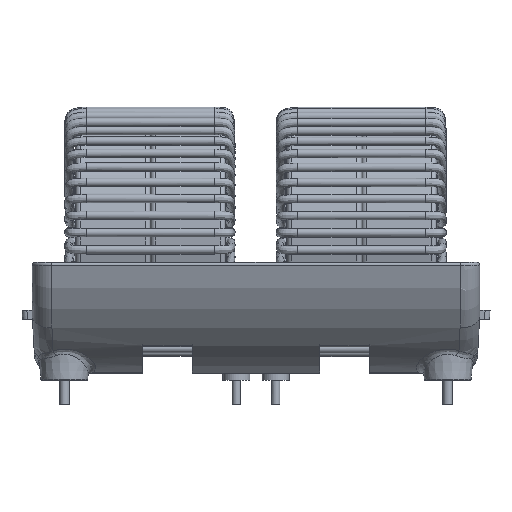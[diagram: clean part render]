
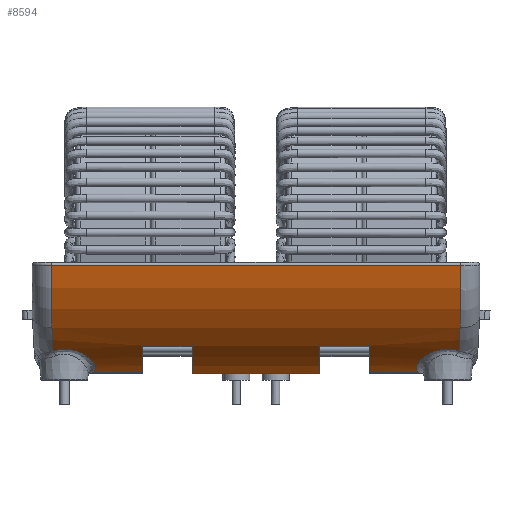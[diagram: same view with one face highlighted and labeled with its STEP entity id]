
A CAD part, front view. The second image highlights one B-rep face of the part: STEP entity #8594.
In plain terms, the highlighted cylindrical face has radius 30.5 mm (diameter 61 mm), a partial arc.
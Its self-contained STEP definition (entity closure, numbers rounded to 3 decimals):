
#69=LINE('',#13979,#300);
#81=LINE('',#14792,#312);
#83=LINE('',#14823,#314);
#173=LINE('',#15073,#404);
#175=LINE('',#15076,#406);
#202=LINE('',#15217,#433);
#300=VECTOR('',#10186,1000.);
#312=VECTOR('',#10292,1000.);
#314=VECTOR('',#10334,1000.);
#404=VECTOR('',#10548,1000.);
#406=VECTOR('',#10552,1000.);
#433=VECTOR('',#10631,1000.);
#755=B_SPLINE_CURVE_WITH_KNOTS('',3,(#13014,#13015,#13016,#13017,#13018,
#13019,#13020,#13021,#13022,#13023,#13024,#13025,#13026,#13027,#13028),
 .UNSPECIFIED.,.F.,.F.,(4,1,1,1,1,1,1,1,1,1,1,1,4),(0.,0.125,0.188,0.25,
0.375,0.438,0.5,0.563,0.625,0.75,0.813,0.875,1.),.UNSPECIFIED.);
#761=B_SPLINE_CURVE_WITH_KNOTS('',3,(#13164,#13165,#13166,#13167,#13168,
#13169,#13170,#13171,#13172,#13173,#13174,#13175,#13176,#13177),
 .UNSPECIFIED.,.F.,.F.,(4,1,1,1,1,1,1,1,1,1,1,4),(0.,0.125,0.188,0.25,
0.375,0.5,0.563,0.625,0.75,0.813,0.875,1.),.UNSPECIFIED.);
#830=B_SPLINE_CURVE_WITH_KNOTS('',3,(#14544,#14545,#14546,#14547),
 .UNSPECIFIED.,.F.,.F.,(4,4),(0.,1.),.UNSPECIFIED.);
#850=B_SPLINE_CURVE_WITH_KNOTS('',3,(#15212,#15213,#15214,#15215),
 .UNSPECIFIED.,.F.,.F.,(4,4),(0.,1.),.UNSPECIFIED.);
#973=CYLINDRICAL_SURFACE('',#9339,30.5);
#1910=ORIENTED_EDGE('',*,*,#3428,.T.);
#1911=ORIENTED_EDGE('',*,*,#3088,.T.);
#1912=ORIENTED_EDGE('',*,*,#3429,.T.);
#1913=ORIENTED_EDGE('',*,*,#3388,.F.);
#1914=ORIENTED_EDGE('',*,*,#3394,.T.);
#1915=ORIENTED_EDGE('',*,*,#3372,.F.);
#1916=ORIENTED_EDGE('',*,*,#3268,.T.);
#1917=ORIENTED_EDGE('',*,*,#3370,.F.);
#1918=ORIENTED_EDGE('',*,*,#3396,.T.);
#1919=ORIENTED_EDGE('',*,*,#3359,.F.);
#1920=ORIENTED_EDGE('',*,*,#3255,.T.);
#1921=ORIENTED_EDGE('',*,*,#3095,.T.);
#1922=ORIENTED_EDGE('',*,*,#3231,.T.);
#1923=ORIENTED_EDGE('',*,*,#3228,.T.);
#1924=ORIENTED_EDGE('',*,*,#3171,.T.);
#1925=ORIENTED_EDGE('',*,*,#3223,.T.);
#3088=EDGE_CURVE('',#4000,#4002,#755,.T.);
#3095=EDGE_CURVE('',#4007,#4005,#761,.T.);
#3171=EDGE_CURVE('',#4060,#4058,#69,.T.);
#3223=EDGE_CURVE('',#4058,#4103,#4634,.T.);
#3228=EDGE_CURVE('',#4107,#4060,#4637,.T.);
#3231=EDGE_CURVE('',#4005,#4107,#830,.T.);
#3255=EDGE_CURVE('',#4127,#4007,#81,.T.);
#3268=EDGE_CURVE('',#4136,#4135,#83,.T.);
#3359=EDGE_CURVE('',#4127,#4188,#4658,.T.);
#3370=EDGE_CURVE('',#4193,#4135,#4662,.T.);
#3372=EDGE_CURVE('',#4136,#4195,#4664,.T.);
#3388=EDGE_CURVE('',#4208,#4209,#4671,.T.);
#3394=EDGE_CURVE('',#4208,#4195,#173,.T.);
#3396=EDGE_CURVE('',#4193,#4188,#175,.T.);
#3428=EDGE_CURVE('',#4103,#4000,#850,.T.);
#3429=EDGE_CURVE('',#4002,#4209,#202,.T.);
#4000=VERTEX_POINT('',#12874);
#4002=VERTEX_POINT('',#12904);
#4005=VERTEX_POINT('',#13064);
#4007=VERTEX_POINT('',#13144);
#4058=VERTEX_POINT('',#13965);
#4060=VERTEX_POINT('',#13976);
#4103=VERTEX_POINT('',#14494);
#4107=VERTEX_POINT('',#14517);
#4127=VERTEX_POINT('',#14793);
#4135=VERTEX_POINT('',#14822);
#4136=VERTEX_POINT('',#14824);
#4188=VERTEX_POINT('',#15010);
#4193=VERTEX_POINT('',#15027);
#4195=VERTEX_POINT('',#15033);
#4208=VERTEX_POINT('',#15063);
#4209=VERTEX_POINT('',#15065);
#4634=CIRCLE('',#9213,30.5);
#4637=CIRCLE('',#9217,30.5);
#4658=CIRCLE('',#9289,30.5);
#4662=CIRCLE('',#9295,30.5);
#4664=CIRCLE('',#9298,30.5);
#4671=CIRCLE('',#9307,30.5);
#5193=EDGE_LOOP('',(#1910,#1911,#1912,#1913,#1914,#1915,#1916,#1917,#1918,
#1919,#1920,#1921,#1922,#1923,#1924,#1925));
#5960=FACE_BOUND('',#5193,.T.);
#8594=ADVANCED_FACE('',(#5960),#973,.T.);
#9213=AXIS2_PLACEMENT_3D('',#14493,#10257,#10258);
#9217=AXIS2_PLACEMENT_3D('',#14516,#10265,#10266);
#9289=AXIS2_PLACEMENT_3D('',#15009,#10484,#10485);
#9295=AXIS2_PLACEMENT_3D('',#15028,#10503,#10504);
#9298=AXIS2_PLACEMENT_3D('',#15032,#10509,#10510);
#9307=AXIS2_PLACEMENT_3D('',#15064,#10536,#10537);
#9339=AXIS2_PLACEMENT_3D('',#15219,#10634,#10635);
#10186=DIRECTION('',(-1.,0.,0.));
#10257=DIRECTION('',(1.,0.,0.));
#10258=DIRECTION('',(0.,0.,1.));
#10265=DIRECTION('',(-1.,0.,0.));
#10266=DIRECTION('',(0.,0.,-1.));
#10292=DIRECTION('',(1.,0.,0.));
#10334=DIRECTION('',(1.,0.,0.));
#10484=DIRECTION('',(-1.,0.,0.));
#10485=DIRECTION('',(0.,0.347,0.938));
#10503=DIRECTION('',(1.,0.,0.));
#10504=DIRECTION('',(0.,0.656,0.755));
#10509=DIRECTION('',(-1.,0.,0.));
#10510=DIRECTION('',(0.,0.347,0.938));
#10536=DIRECTION('',(1.,0.,0.));
#10537=DIRECTION('',(0.,0.,-1.));
#10548=DIRECTION('',(1.,0.,0.));
#10552=DIRECTION('',(1.,0.,0.));
#10631=DIRECTION('',(1.,0.,0.));
#10634=DIRECTION('',(1.,0.,0.));
#10635=DIRECTION('',(0.,-0.98,-0.2));
#12874=CARTESIAN_POINT('',(-41.289,17.354,17.406));
#12904=CARTESIAN_POINT('',(-33.121,9.304,21.902));
#13014=CARTESIAN_POINT('',(-41.289,17.354,17.407));
#13015=CARTESIAN_POINT('',(-40.666,17.588,17.225));
#13016=CARTESIAN_POINT('',(-39.721,17.788,17.062));
#13017=CARTESIAN_POINT('',(-38.457,17.774,17.074));
#13018=CARTESIAN_POINT('',(-37.144,17.555,17.25));
#13019=CARTESIAN_POINT('',(-36.04,17.119,17.592));
#13020=CARTESIAN_POINT('',(-35.037,16.457,18.082));
#13021=CARTESIAN_POINT('',(-34.323,15.807,18.538));
#13022=CARTESIAN_POINT('',(-33.774,15.149,18.974));
#13023=CARTESIAN_POINT('',(-33.169,14.18,19.58));
#13024=CARTESIAN_POINT('',(-32.79,13.105,20.191));
#13025=CARTESIAN_POINT('',(-32.632,11.893,20.802));
#13026=CARTESIAN_POINT('',(-32.662,10.725,21.342));
#13027=CARTESIAN_POINT('',(-32.884,9.864,21.692));
#13028=CARTESIAN_POINT('',(-33.121,9.304,21.902));
#13064=CARTESIAN_POINT('',(41.289,17.354,17.406));
#13144=CARTESIAN_POINT('',(33.121,9.304,21.902));
#13164=CARTESIAN_POINT('',(33.121,9.304,21.902));
#13165=CARTESIAN_POINT('',(32.884,9.865,21.692));
#13166=CARTESIAN_POINT('',(32.662,10.726,21.342));
#13167=CARTESIAN_POINT('',(32.632,11.894,20.801));
#13168=CARTESIAN_POINT('',(32.789,13.107,20.191));
#13169=CARTESIAN_POINT('',(33.272,14.456,19.422));
#13170=CARTESIAN_POINT('',(34.094,15.598,18.685));
#13171=CARTESIAN_POINT('',(35.036,16.456,18.083));
#13172=CARTESIAN_POINT('',(36.037,17.117,17.594));
#13173=CARTESIAN_POINT('',(37.133,17.552,17.253));
#13174=CARTESIAN_POINT('',(38.451,17.774,17.075));
#13175=CARTESIAN_POINT('',(39.717,17.789,17.062));
#13176=CARTESIAN_POINT('',(40.664,17.588,17.225));
#13177=CARTESIAN_POINT('',(41.289,17.354,17.407));
#13965=CARTESIAN_POINT('',(-41.5,28.382,0.043));
#13976=CARTESIAN_POINT('',(41.5,28.382,0.043));
#13979=CARTESIAN_POINT('',(-18.4,28.382,0.043));
#14493=CARTESIAN_POINT('',(-41.5,-1.37,-6.669));
#14494=CARTESIAN_POINT('',(-41.5,22.127,12.776));
#14516=CARTESIAN_POINT('',(41.5,-1.37,-6.669));
#14517=CARTESIAN_POINT('',(41.5,22.127,12.776));
#14544=CARTESIAN_POINT('',(41.289,17.354,17.406));
#14545=CARTESIAN_POINT('',(41.349,19.056,16.083));
#14546=CARTESIAN_POINT('',(41.42,20.67,14.537));
#14547=CARTESIAN_POINT('',(41.5,22.127,12.776));
#14792=CARTESIAN_POINT('',(-18.4,9.304,21.902));
#14793=CARTESIAN_POINT('',(23.,9.304,21.902));
#14822=CARTESIAN_POINT('',(13.,9.219,21.933));
#14823=CARTESIAN_POINT('',(-13.,9.219,21.933));
#14824=CARTESIAN_POINT('',(-13.,9.219,21.933));
#15009=CARTESIAN_POINT('',(23.,-1.37,-6.669));
#15010=CARTESIAN_POINT('',(23.,18.63,16.358));
#15027=CARTESIAN_POINT('',(13.,18.63,16.358));
#15028=CARTESIAN_POINT('',(13.,-1.37,-6.669));
#15032=CARTESIAN_POINT('',(-13.,-1.37,-6.669));
#15033=CARTESIAN_POINT('',(-13.,18.63,16.358));
#15063=CARTESIAN_POINT('',(-23.,18.63,16.358));
#15064=CARTESIAN_POINT('',(-23.,-1.37,-6.669));
#15065=CARTESIAN_POINT('',(-23.,9.304,21.902));
#15073=CARTESIAN_POINT('',(-23.,18.63,16.358));
#15076=CARTESIAN_POINT('',(13.,18.63,16.358));
#15212=CARTESIAN_POINT('',(-41.5,22.127,12.776));
#15213=CARTESIAN_POINT('',(-41.42,20.67,14.537));
#15214=CARTESIAN_POINT('',(-41.349,19.056,16.083));
#15215=CARTESIAN_POINT('',(-41.289,17.354,17.406));
#15217=CARTESIAN_POINT('',(-18.4,9.304,21.902));
#15219=CARTESIAN_POINT('',(-18.4,-1.37,-6.669));
